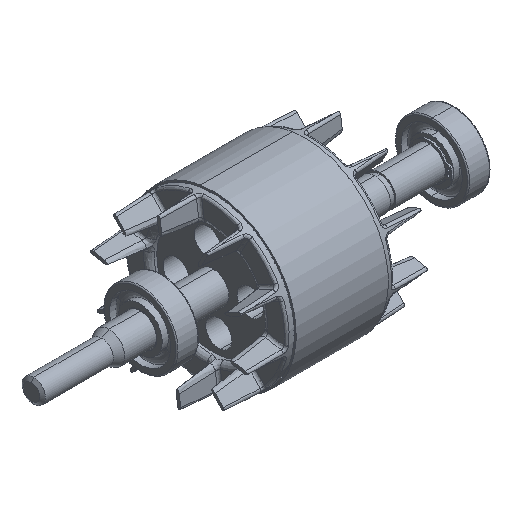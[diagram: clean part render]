
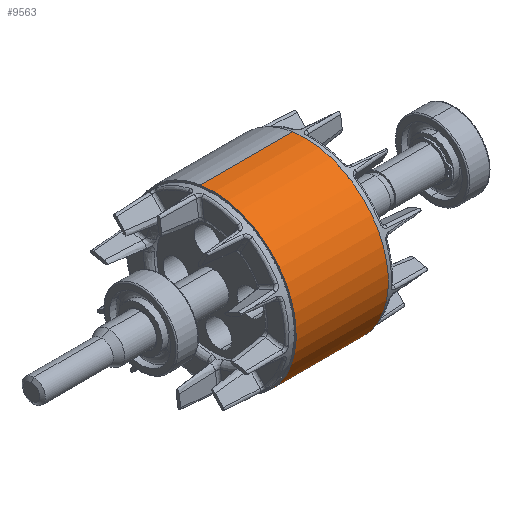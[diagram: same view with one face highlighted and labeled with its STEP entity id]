
A CAD part, isometric view. The second image highlights one B-rep face of the part: STEP entity #9563.
In plain terms, the highlighted free-form (B-spline) face has degree [2, 1] with [5, 2] control points.
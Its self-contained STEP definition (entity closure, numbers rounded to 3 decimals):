
#6440 = VERTEX_POINT('',#6441);
#6441 = CARTESIAN_POINT('',(3.073,-8.864,
    -31.255));
#6442 = VERTEX_POINT('',#6443);
#6443 = CARTESIAN_POINT('',(3.073,5.826,
    64.109));
#6451 = EDGE_CURVE('',#6440,#6452,#6454,.T.);
#6452 = VERTEX_POINT('',#6453);
#6453 = CARTESIAN_POINT('',(-50.414,-8.864,
    -31.255));
#6454 = B_SPLINE_CURVE_WITH_KNOTS('',1,(#6455,#6456),.UNSPECIFIED.,.F.,
  .F.,(2,2),(-0.,50.),.PIECEWISE_BEZIER_KNOTS.);
#6455 = CARTESIAN_POINT('',(3.073,-8.864,
    -31.255));
#6456 = CARTESIAN_POINT('',(-50.414,-8.864,
    -31.255));
#6459 = VERTEX_POINT('',#6460);
#6460 = CARTESIAN_POINT('',(-50.414,5.826,
    64.109));
#6468 = EDGE_CURVE('',#6442,#6459,#6469,.T.);
#6469 = B_SPLINE_CURVE_WITH_KNOTS('',1,(#6470,#6471),.UNSPECIFIED.,.F.,
  .F.,(2,2),(-0.,50.),.PIECEWISE_BEZIER_KNOTS.);
#6470 = CARTESIAN_POINT('',(3.073,5.826,
    64.109));
#6471 = CARTESIAN_POINT('',(-50.414,5.826,
    64.109));
#6542 = EDGE_CURVE('',#6442,#6440,#6543,.T.);
#6543 = ( BOUNDED_CURVE() B_SPLINE_CURVE(2,(#6544,#6545,#6546,#6547,
#6548),.UNSPECIFIED.,.F.,.F.) B_SPLINE_CURVE_WITH_KNOTS((3,2,3),(
    3.142,4.712,6.283),
.PIECEWISE_BEZIER_KNOTS.) CURVE() GEOMETRIC_REPRESENTATION_ITEM() 
RATIONAL_B_SPLINE_CURVE((1.,0.707,1.,0.707,1.)) 
REPRESENTATION_ITEM('') );
#6544 = CARTESIAN_POINT('',(3.073,5.826,
    64.109));
#6545 = CARTESIAN_POINT('',(3.073,-41.856,
    71.454));
#6546 = CARTESIAN_POINT('',(3.073,-49.201,
    23.772));
#6547 = CARTESIAN_POINT('',(3.073,-56.546,
    -23.91));
#6548 = CARTESIAN_POINT('',(3.073,-8.864,
    -31.255));
#8816 = EDGE_CURVE('',#6459,#6452,#8817,.T.);
#8817 = ( BOUNDED_CURVE() B_SPLINE_CURVE(2,(#8818,#8819,#8820,#8821,
#8822),.UNSPECIFIED.,.F.,.F.) B_SPLINE_CURVE_WITH_KNOTS((3,2,3),(
    3.142,4.712,6.283),
.PIECEWISE_BEZIER_KNOTS.) CURVE() GEOMETRIC_REPRESENTATION_ITEM() 
RATIONAL_B_SPLINE_CURVE((1.,0.707,1.,0.707,1.)) 
REPRESENTATION_ITEM('') );
#8818 = CARTESIAN_POINT('',(-50.414,5.826,
    64.109));
#8819 = CARTESIAN_POINT('',(-50.414,-41.856,
    71.454));
#8820 = CARTESIAN_POINT('',(-50.414,-49.201,
    23.772));
#8821 = CARTESIAN_POINT('',(-50.414,-56.546,
    -23.91));
#8822 = CARTESIAN_POINT('',(-50.414,-8.864,
    -31.255));
#9563 = ADVANCED_FACE('',(#9564),#9570,.T.);
#9564 = FACE_BOUND('',#9565,.T.);
#9565 = EDGE_LOOP('',(#9566,#9567,#9568,#9569));
#9566 = ORIENTED_EDGE('',*,*,#6451,.F.);
#9567 = ORIENTED_EDGE('',*,*,#6542,.F.);
#9568 = ORIENTED_EDGE('',*,*,#6468,.T.);
#9569 = ORIENTED_EDGE('',*,*,#8816,.T.);
#9570 = ( BOUNDED_SURFACE() B_SPLINE_SURFACE(2,1,(
    (#9571,#9572)
    ,(#9573,#9574)
    ,(#9575,#9576)
    ,(#9577,#9578)
    ,(#9579,#9580
)),.UNSPECIFIED.,.F.,.F.,.F.) B_SPLINE_SURFACE_WITH_KNOTS((3,2,3),(2,2),
  (3.142,4.712,6.283),(0.,50.),
.PIECEWISE_BEZIER_KNOTS.) GEOMETRIC_REPRESENTATION_ITEM() 
RATIONAL_B_SPLINE_SURFACE((
    (1.,1.)
    ,(0.707,0.707)
    ,(1.,1.)
    ,(0.707,0.707)
,(1.,1.))) REPRESENTATION_ITEM('') SURFACE() );
#9571 = CARTESIAN_POINT('',(3.073,-8.864,
    -31.255));
#9572 = CARTESIAN_POINT('',(-50.414,-8.864,
    -31.255));
#9573 = CARTESIAN_POINT('',(3.073,-56.546,
    -23.91));
#9574 = CARTESIAN_POINT('',(-50.414,-56.546,
    -23.91));
#9575 = CARTESIAN_POINT('',(3.073,-49.201,
    23.772));
#9576 = CARTESIAN_POINT('',(-50.414,-49.201,
    23.772));
#9577 = CARTESIAN_POINT('',(3.073,-41.856,
    71.454));
#9578 = CARTESIAN_POINT('',(-50.414,-41.856,
    71.454));
#9579 = CARTESIAN_POINT('',(3.073,5.826,
    64.109));
#9580 = CARTESIAN_POINT('',(-50.414,5.826,
    64.109));
